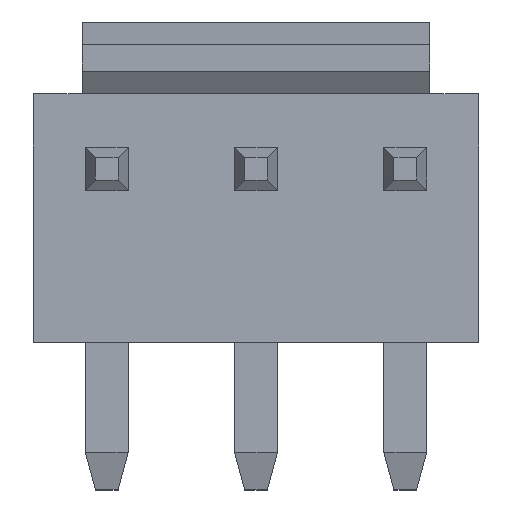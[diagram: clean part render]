
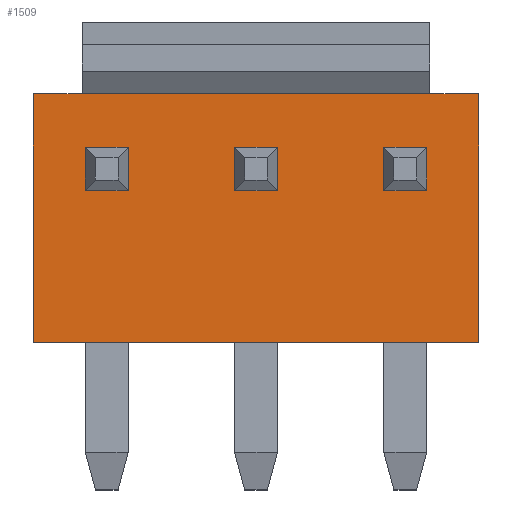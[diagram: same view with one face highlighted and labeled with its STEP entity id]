
A CAD part, top view. The second image highlights one B-rep face of the part: STEP entity #1509.
In plain terms, the highlighted planar face has unit normal (0, 0, 1).
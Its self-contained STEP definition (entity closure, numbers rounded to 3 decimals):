
#4 = ORIENTED_EDGE ( 'NONE', *, *, #1107, .F. ) ;
#24 = VECTOR ( 'NONE', #951, 1000. ) ;
#29 = FACE_BOUND ( 'NONE', #1353, .T. ) ;
#56 = VERTEX_POINT ( 'NONE', #603 ) ;
#76 = DIRECTION ( 'NONE',  ( 1., 0., 0. ) ) ;
#124 = VERTEX_POINT ( 'NONE', #1534 ) ;
#129 = CARTESIAN_POINT ( 'NONE',  ( 4.53, 0.92, 3.2 ) ) ;
#136 = VERTEX_POINT ( 'NONE', #819 ) ;
#176 = DIRECTION ( 'NONE',  ( 1., 0., 0. ) ) ;
#193 = FACE_OUTER_BOUND ( 'NONE', #310, .T. ) ;
#201 = VERTEX_POINT ( 'NONE', #1064 ) ;
#206 = VECTOR ( 'NONE', #1982, 1000. ) ;
#231 = CARTESIAN_POINT ( 'NONE',  ( -3.39, 0., 3.2 ) ) ;
#233 = VECTOR ( 'NONE', #943, 1000. ) ;
#241 = VERTEX_POINT ( 'NONE', #1388 ) ;
#249 = ORIENTED_EDGE ( 'NONE', *, *, #1321, .T. ) ;
#251 = EDGE_CURVE ( 'NONE', #136, #375, #918, .T. ) ;
#256 = CARTESIAN_POINT ( 'NONE',  ( -5.91, -4.25, 3.2 ) ) ;
#257 = EDGE_LOOP ( 'NONE', ( #2051, #1533, #509, #1530 ) ) ;
#275 = EDGE_CURVE ( 'NONE', #124, #383, #771, .T. ) ;
#303 = VECTOR ( 'NONE', #525, 1000. ) ;
#310 = EDGE_LOOP ( 'NONE', ( #755, #1990, #2112, #996, #249, #957 ) ) ;
#312 = EDGE_LOOP ( 'NONE', ( #1224, #4, #1710, #659 ) ) ;
#324 = VECTOR ( 'NONE', #739, 1000. ) ;
#329 = VERTEX_POINT ( 'NONE', #2109 ) ;
#337 = CARTESIAN_POINT ( 'NONE',  ( 5.91, -4.25, 3.2 ) ) ;
#347 = CARTESIAN_POINT ( 'NONE',  ( -5.91, -4.25, 3.2 ) ) ;
#353 = VECTOR ( 'NONE', #76, 1000. ) ;
#354 = VECTOR ( 'NONE', #1944, 1000. ) ;
#374 = LINE ( 'NONE', #231, #2039 ) ;
#375 = VERTEX_POINT ( 'NONE', #1220 ) ;
#383 = VERTEX_POINT ( 'NONE', #2090 ) ;
#391 = EDGE_CURVE ( 'NONE', #418, #789, #1235, .T. ) ;
#402 = VECTOR ( 'NONE', #1785, 1000. ) ;
#418 = VERTEX_POINT ( 'NONE', #968 ) ;
#445 = CARTESIAN_POINT ( 'NONE',  ( -3.39, -0.22, 3.2 ) ) ;
#458 = VERTEX_POINT ( 'NONE', #2124 ) ;
#486 = LINE ( 'NONE', #2179, #1999 ) ;
#499 = EDGE_CURVE ( 'NONE', #789, #458, #1614, .T. ) ;
#501 = VECTOR ( 'NONE', #1654, 1000. ) ;
#503 = LINE ( 'NONE', #2185, #1706 ) ;
#509 = ORIENTED_EDGE ( 'NONE', *, *, #391, .T. ) ;
#525 = DIRECTION ( 'NONE',  ( 0., 1., 0. ) ) ;
#554 = CARTESIAN_POINT ( 'NONE',  ( -5.91, -4.25, 3.2 ) ) ;
#572 = CARTESIAN_POINT ( 'NONE',  ( 3.39, 0.92, 3.2 ) ) ;
#580 = CARTESIAN_POINT ( 'NONE',  ( 0.57, 0., 3.2 ) ) ;
#603 = CARTESIAN_POINT ( 'NONE',  ( 5.91, 2.35, 3.2 ) ) ;
#605 = DIRECTION ( 'NONE',  ( 0., -1., 0. ) ) ;
#626 = ORIENTED_EDGE ( 'NONE', *, *, #251, .T. ) ;
#635 = VERTEX_POINT ( 'NONE', #708 ) ;
#659 = ORIENTED_EDGE ( 'NONE', *, *, #2020, .F. ) ;
#692 = VERTEX_POINT ( 'NONE', #1443 ) ;
#698 = CARTESIAN_POINT ( 'NONE',  ( 5.91, -4.25, 3.2 ) ) ;
#708 = CARTESIAN_POINT ( 'NONE',  ( -3.39, 0.92, 3.2 ) ) ;
#712 = DIRECTION ( 'NONE',  ( 0., 1., 0. ) ) ;
#716 = CARTESIAN_POINT ( 'NONE',  ( -0.57, -0.22, 3.2 ) ) ;
#726 = VERTEX_POINT ( 'NONE', #1302 ) ;
#739 = DIRECTION ( 'NONE',  ( -1., 0., 0. ) ) ;
#755 = ORIENTED_EDGE ( 'NONE', *, *, #962, .T. ) ;
#771 = LINE ( 'NONE', #1097, #402 ) ;
#789 = VERTEX_POINT ( 'NONE', #129 ) ;
#790 = EDGE_CURVE ( 'NONE', #383, #329, #1811, .T. ) ;
#819 = CARTESIAN_POINT ( 'NONE',  ( 0.57, -0.22, 3.2 ) ) ;
#853 = EDGE_CURVE ( 'NONE', #1633, #458, #503, .T. ) ;
#906 = VECTOR ( 'NONE', #969, 1000. ) ;
#915 = VECTOR ( 'NONE', #605, 1000. ) ;
#917 = ORIENTED_EDGE ( 'NONE', *, *, #1267, .F. ) ;
#918 = LINE ( 'NONE', #716, #324 ) ;
#943 = DIRECTION ( 'NONE',  ( 1., 0., 0. ) ) ;
#951 = DIRECTION ( 'NONE',  ( 1., 0., 0. ) ) ;
#957 = ORIENTED_EDGE ( 'NONE', *, *, #2118, .T. ) ;
#962 = EDGE_CURVE ( 'NONE', #1887, #56, #1368, .T. ) ;
#968 = CARTESIAN_POINT ( 'NONE',  ( 3.39, 0.92, 3.2 ) ) ;
#969 = DIRECTION ( 'NONE',  ( 1., 0., 0. ) ) ;
#972 = EDGE_CURVE ( 'NONE', #1633, #418, #1205, .T. ) ;
#996 = ORIENTED_EDGE ( 'NONE', *, *, #275, .F. ) ;
#997 = EDGE_CURVE ( 'NONE', #136, #241, #1299, .T. ) ;
#1018 = LINE ( 'NONE', #1179, #1828 ) ;
#1043 = DIRECTION ( 'NONE',  ( -1., 0., 0. ) ) ;
#1057 = FACE_BOUND ( 'NONE', #257, .T. ) ;
#1060 = CARTESIAN_POINT ( 'NONE',  ( -0.57, 0., 3.2 ) ) ;
#1064 = CARTESIAN_POINT ( 'NONE',  ( -0.57, 0.92, 3.2 ) ) ;
#1069 = DIRECTION ( 'NONE',  ( 1., 0., 0. ) ) ;
#1097 = CARTESIAN_POINT ( 'NONE',  ( 0., 2.35, 3.2 ) ) ;
#1100 = CARTESIAN_POINT ( 'NONE',  ( 3.39, -0.22, 3.2 ) ) ;
#1104 = VERTEX_POINT ( 'NONE', #347 ) ;
#1107 = EDGE_CURVE ( 'NONE', #726, #692, #1018, .T. ) ;
#1164 = EDGE_CURVE ( 'NONE', #1428, #692, #486, .T. ) ;
#1179 = CARTESIAN_POINT ( 'NONE',  ( -4.53, 0., 3.2 ) ) ;
#1202 = ORIENTED_EDGE ( 'NONE', *, *, #1858, .T. ) ;
#1205 = LINE ( 'NONE', #1891, #2127 ) ;
#1218 = FACE_BOUND ( 'NONE', #312, .T. ) ;
#1220 = CARTESIAN_POINT ( 'NONE',  ( -0.57, -0.22, 3.2 ) ) ;
#1224 = ORIENTED_EDGE ( 'NONE', *, *, #1164, .T. ) ;
#1235 = LINE ( 'NONE', #572, #1873 ) ;
#1236 = DIRECTION ( 'NONE',  ( 0., -1., 0. ) ) ;
#1267 = EDGE_CURVE ( 'NONE', #201, #375, #2102, .T. ) ;
#1299 = LINE ( 'NONE', #580, #206 ) ;
#1302 = CARTESIAN_POINT ( 'NONE',  ( -4.53, 0.92, 3.2 ) ) ;
#1321 = EDGE_CURVE ( 'NONE', #124, #1104, #2091, .T. ) ;
#1353 = EDGE_LOOP ( 'NONE', ( #626, #917, #1202, #1996 ) ) ;
#1368 = LINE ( 'NONE', #698, #303 ) ;
#1388 = CARTESIAN_POINT ( 'NONE',  ( 0.57, 0.92, 3.2 ) ) ;
#1391 = EDGE_CURVE ( 'NONE', #726, #635, #1962, .T. ) ;
#1428 = VERTEX_POINT ( 'NONE', #445 ) ;
#1430 = CARTESIAN_POINT ( 'NONE',  ( 0., 2.35, 3.2 ) ) ;
#1443 = CARTESIAN_POINT ( 'NONE',  ( -4.53, -0.22, 3.2 ) ) ;
#1462 = LINE ( 'NONE', #1793, #501 ) ;
#1509 = ADVANCED_FACE ( 'NONE', ( #1057, #29, #1218, #193 ), #1755, .F. ) ;
#1530 = ORIENTED_EDGE ( 'NONE', *, *, #499, .T. ) ;
#1533 = ORIENTED_EDGE ( 'NONE', *, *, #972, .T. ) ;
#1534 = CARTESIAN_POINT ( 'NONE',  ( -5.91, 2.35, 3.2 ) ) ;
#1575 = CARTESIAN_POINT ( 'NONE',  ( 0., 2.35, 3.2 ) ) ;
#1614 = LINE ( 'NONE', #2134, #915 ) ;
#1626 = AXIS2_PLACEMENT_3D ( 'NONE', #1722, #1744, #1043 ) ;
#1633 = VERTEX_POINT ( 'NONE', #1100 ) ;
#1654 = DIRECTION ( 'NONE',  ( 1., 0., 0. ) ) ;
#1706 = VECTOR ( 'NONE', #176, 1000. ) ;
#1710 = ORIENTED_EDGE ( 'NONE', *, *, #1391, .T. ) ;
#1722 = CARTESIAN_POINT ( 'NONE',  ( 0., 0., 3.2 ) ) ;
#1738 = LINE ( 'NONE', #1575, #353 ) ;
#1742 = DIRECTION ( 'NONE',  ( 0., 1., 0. ) ) ;
#1744 = DIRECTION ( 'NONE',  ( 0., 0., -1. ) ) ;
#1755 = PLANE ( 'NONE',  #1626 ) ;
#1785 = DIRECTION ( 'NONE',  ( 1., 0., 0. ) ) ;
#1793 = CARTESIAN_POINT ( 'NONE',  ( -0.57, 0.92, 3.2 ) ) ;
#1803 = CARTESIAN_POINT ( 'NONE',  ( -4.53, 0.92, 3.2 ) ) ;
#1811 = LINE ( 'NONE', #1430, #24 ) ;
#1828 = VECTOR ( 'NONE', #1868, 1000. ) ;
#1855 = DIRECTION ( 'NONE',  ( -1., 0., 0. ) ) ;
#1858 = EDGE_CURVE ( 'NONE', #201, #241, #1462, .T. ) ;
#1867 = VECTOR ( 'NONE', #1236, 1000. ) ;
#1868 = DIRECTION ( 'NONE',  ( 0., -1., 0. ) ) ;
#1873 = VECTOR ( 'NONE', #1069, 1000. ) ;
#1887 = VERTEX_POINT ( 'NONE', #337 ) ;
#1891 = CARTESIAN_POINT ( 'NONE',  ( 3.39, -0.22, 3.2 ) ) ;
#1944 = DIRECTION ( 'NONE',  ( 0., -1., 0. ) ) ;
#1953 = LINE ( 'NONE', #256, #233 ) ;
#1962 = LINE ( 'NONE', #1803, #906 ) ;
#1965 = EDGE_CURVE ( 'NONE', #329, #56, #1738, .T. ) ;
#1982 = DIRECTION ( 'NONE',  ( 0., 1., 0. ) ) ;
#1990 = ORIENTED_EDGE ( 'NONE', *, *, #1965, .F. ) ;
#1996 = ORIENTED_EDGE ( 'NONE', *, *, #997, .F. ) ;
#1999 = VECTOR ( 'NONE', #1855, 1000. ) ;
#2020 = EDGE_CURVE ( 'NONE', #1428, #635, #374, .T. ) ;
#2039 = VECTOR ( 'NONE', #712, 1000. ) ;
#2051 = ORIENTED_EDGE ( 'NONE', *, *, #853, .F. ) ;
#2090 = CARTESIAN_POINT ( 'NONE',  ( -4.61, 2.35, 3.2 ) ) ;
#2091 = LINE ( 'NONE', #554, #1867 ) ;
#2102 = LINE ( 'NONE', #1060, #354 ) ;
#2109 = CARTESIAN_POINT ( 'NONE',  ( 4.61, 2.35, 3.2 ) ) ;
#2112 = ORIENTED_EDGE ( 'NONE', *, *, #790, .F. ) ;
#2118 = EDGE_CURVE ( 'NONE', #1104, #1887, #1953, .T. ) ;
#2124 = CARTESIAN_POINT ( 'NONE',  ( 4.53, -0.22, 3.2 ) ) ;
#2127 = VECTOR ( 'NONE', #1742, 1000. ) ;
#2134 = CARTESIAN_POINT ( 'NONE',  ( 4.53, -0.22, 3.2 ) ) ;
#2179 = CARTESIAN_POINT ( 'NONE',  ( -4.53, -0.22, 3.2 ) ) ;
#2185 = CARTESIAN_POINT ( 'NONE',  ( 0., -0.22, 3.2 ) ) ;
